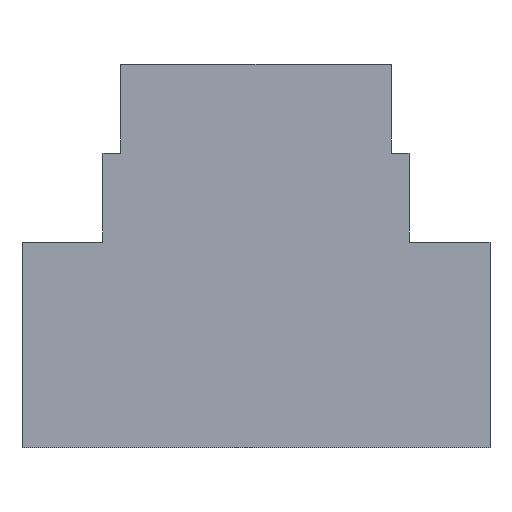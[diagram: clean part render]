
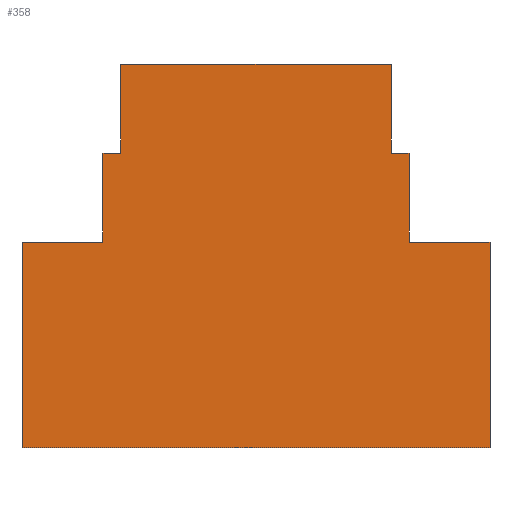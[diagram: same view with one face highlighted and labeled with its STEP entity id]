
A CAD part, front view. The second image highlights one B-rep face of the part: STEP entity #358.
In plain terms, the highlighted planar face has unit normal (0, -1, 0).
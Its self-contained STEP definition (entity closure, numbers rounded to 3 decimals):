
#32=FACE_OUTER_BOUND('',#50,.T.);
#50=EDGE_LOOP('',(#311,#312,#313,#314,#315,#316,#317,#318,#319,#320,#321,
#322));
#53=LINE('',#485,#101);
#57=LINE('',#492,#105);
#60=LINE('',#500,#108);
#64=LINE('',#507,#112);
#67=LINE('',#513,#115);
#68=LINE('',#515,#116);
#70=LINE('',#519,#118);
#75=LINE('',#528,#123);
#76=LINE('',#531,#124);
#90=LINE('',#560,#138);
#95=LINE('',#569,#143);
#98=LINE('',#573,#146);
#101=VECTOR('',#397,10.);
#105=VECTOR('',#403,10.);
#108=VECTOR('',#408,10.);
#112=VECTOR('',#414,10.);
#115=VECTOR('',#419,10.);
#116=VECTOR('',#422,10.);
#118=VECTOR('',#426,10.);
#123=VECTOR('',#433,10.);
#124=VECTOR('',#436,10.);
#138=VECTOR('',#458,10.);
#143=VECTOR('',#467,10.);
#146=VECTOR('',#472,10.);
#149=VERTEX_POINT('',#482);
#150=VERTEX_POINT('',#484);
#152=VERTEX_POINT('',#490);
#155=VERTEX_POINT('',#497);
#156=VERTEX_POINT('',#499);
#158=VERTEX_POINT('',#505);
#160=VERTEX_POINT('',#511);
#161=VERTEX_POINT('',#518);
#164=VERTEX_POINT('',#526);
#165=VERTEX_POINT('',#530);
#175=VERTEX_POINT('',#557);
#176=VERTEX_POINT('',#559);
#181=EDGE_CURVE('',#150,#149,#53,.T.);
#185=EDGE_CURVE('',#149,#152,#57,.T.);
#188=EDGE_CURVE('',#156,#155,#60,.T.);
#192=EDGE_CURVE('',#155,#158,#64,.T.);
#195=EDGE_CURVE('',#160,#152,#67,.T.);
#196=EDGE_CURVE('',#150,#158,#68,.T.);
#198=EDGE_CURVE('',#156,#161,#70,.T.);
#203=EDGE_CURVE('',#164,#160,#75,.T.);
#204=EDGE_CURVE('',#161,#165,#76,.T.);
#218=EDGE_CURVE('',#175,#176,#90,.T.);
#223=EDGE_CURVE('',#176,#164,#95,.T.);
#226=EDGE_CURVE('',#165,#175,#98,.T.);
#311=ORIENTED_EDGE('',*,*,#185,.T.);
#312=ORIENTED_EDGE('',*,*,#195,.F.);
#313=ORIENTED_EDGE('',*,*,#203,.F.);
#314=ORIENTED_EDGE('',*,*,#223,.F.);
#315=ORIENTED_EDGE('',*,*,#218,.F.);
#316=ORIENTED_EDGE('',*,*,#226,.F.);
#317=ORIENTED_EDGE('',*,*,#204,.F.);
#318=ORIENTED_EDGE('',*,*,#198,.F.);
#319=ORIENTED_EDGE('',*,*,#188,.T.);
#320=ORIENTED_EDGE('',*,*,#192,.T.);
#321=ORIENTED_EDGE('',*,*,#196,.F.);
#322=ORIENTED_EDGE('',*,*,#181,.T.);
#340=PLANE('',#390);
#358=ADVANCED_FACE('',(#32),#340,.F.);
#390=AXIS2_PLACEMENT_3D('',#575,#475,#476);
#397=DIRECTION('',(0.,0.,-1.));
#403=DIRECTION('',(-1.,0.,0.));
#408=DIRECTION('',(-1.,0.,0.));
#414=DIRECTION('',(0.,0.,1.));
#419=DIRECTION('',(0.,0.,1.));
#422=DIRECTION('',(1.,0.,0.));
#426=DIRECTION('',(0.,0.,-1.));
#433=DIRECTION('',(1.,0.,0.));
#436=DIRECTION('',(1.,0.,0.));
#458=DIRECTION('',(-1.,0.,0.));
#467=DIRECTION('',(0.,0.,1.));
#472=DIRECTION('',(0.,0.,-1.));
#475=DIRECTION('center_axis',(0.,1.,0.));
#476=DIRECTION('ref_axis',(1.,0.,0.));
#482=CARTESIAN_POINT('',(5.55,0.,5.));
#484=CARTESIAN_POINT('',(5.55,0.,10.));
#485=CARTESIAN_POINT('',(5.55,0.,4.61));
#490=CARTESIAN_POINT('',(4.55,0.,5.));
#492=CARTESIAN_POINT('',(9.35,0.,5.));
#497=CARTESIAN_POINT('',(20.75,0.,5.));
#499=CARTESIAN_POINT('',(21.75,0.,5.));
#500=CARTESIAN_POINT('',(17.45,0.,5.));
#505=CARTESIAN_POINT('',(20.75,0.,10.));
#507=CARTESIAN_POINT('',(20.75,0.,2.11));
#511=CARTESIAN_POINT('',(4.55,0.,0.));
#513=CARTESIAN_POINT('',(4.55,0.,0.));
#515=CARTESIAN_POINT('',(4.55,0.,10.));
#518=CARTESIAN_POINT('',(21.75,0.,0.));
#519=CARTESIAN_POINT('',(21.75,0.,10.));
#526=CARTESIAN_POINT('',(0.,0.,0.));
#528=CARTESIAN_POINT('',(0.,0.,0.));
#530=CARTESIAN_POINT('',(26.3,0.,0.));
#531=CARTESIAN_POINT('',(0.,0.,0.));
#557=CARTESIAN_POINT('',(26.3,0.,-11.56));
#559=CARTESIAN_POINT('',(0.,0.,-11.56));
#560=CARTESIAN_POINT('',(26.3,0.,-11.56));
#569=CARTESIAN_POINT('',(0.,0.,-11.56));
#573=CARTESIAN_POINT('',(26.3,0.,0.));
#575=CARTESIAN_POINT('Origin',(13.15,0.,-0.78));
